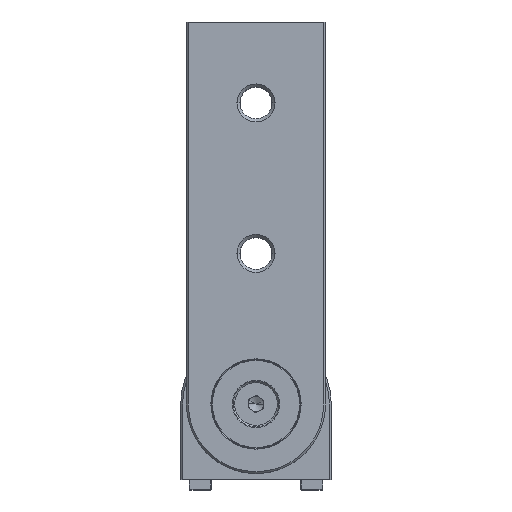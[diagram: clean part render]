
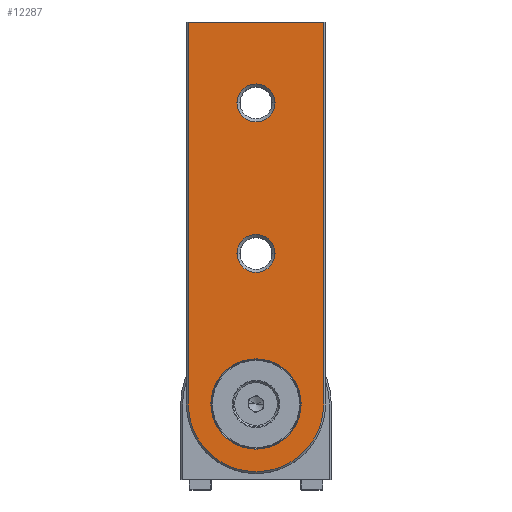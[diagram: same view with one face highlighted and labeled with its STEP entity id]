
A CAD part, top view. The second image highlights one B-rep face of the part: STEP entity #12287.
In plain terms, the highlighted planar face has unit normal (0, 0, 1).
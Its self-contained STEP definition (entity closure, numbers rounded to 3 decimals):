
#51 = FACE_BOUND ( 'NONE', #3114, .T. ) ;
#260 = EDGE_CURVE ( 'NONE', #6891, #6892, #9781, .T. ) ;
#379 = CIRCLE ( 'NONE', #4977, 5.05 ) ;
#397 = CARTESIAN_POINT ( 'NONE',  ( 0., 0., 0. ) ) ;
#814 = ORIENTED_EDGE ( 'NONE', *, *, #10835, .T. ) ;
#981 = VERTEX_POINT ( 'NONE', #16554 ) ;
#1538 = EDGE_CURVE ( 'NONE', #3207, #981, #11002, .T. ) ;
#1707 = ORIENTED_EDGE ( 'NONE', *, *, #7827, .T. ) ;
#1852 = ORIENTED_EDGE ( 'NONE', *, *, #8539, .T. ) ;
#1907 = EDGE_CURVE ( 'NONE', #9379, #5576, #4869, .T. ) ;
#1921 = ORIENTED_EDGE ( 'NONE', *, *, #1907, .T. ) ;
#2056 = DIRECTION ( 'NONE',  ( 1., 0., 0. ) ) ;
#3103 = CARTESIAN_POINT ( 'NONE',  ( 0., -40., 0. ) ) ;
#3104 = CARTESIAN_POINT ( 'NONE',  ( -18., 0., 0. ) ) ;
#3114 = EDGE_LOOP ( 'NONE', ( #1852, #20657 ) ) ;
#3207 = VERTEX_POINT ( 'NONE', #10838 ) ;
#3562 = DIRECTION ( 'NONE',  ( 0., 0., 1. ) ) ;
#3973 = DIRECTION ( 'NONE',  ( 0., 1., 0. ) ) ;
#4134 = CARTESIAN_POINT ( 'NONE',  ( -18., 0., 0. ) ) ;
#4405 = CARTESIAN_POINT ( 'NONE',  ( 0., -80., 0. ) ) ;
#4752 = DIRECTION ( 'NONE',  ( 1., 0., 0. ) ) ;
#4869 = LINE ( 'NONE', #15405, #8692 ) ;
#4887 = CARTESIAN_POINT ( 'NONE',  ( 5.05, -80., 0. ) ) ;
#4977 = AXIS2_PLACEMENT_3D ( 'NONE', #3103, #14544, #4752 ) ;
#5157 = DIRECTION ( 'NONE',  ( 0., 0., 1. ) ) ;
#5214 = EDGE_CURVE ( 'NONE', #6475, #20681, #14178, .T. ) ;
#5486 = VECTOR ( 'NONE', #13916, 1000. ) ;
#5576 = VERTEX_POINT ( 'NONE', #8265 ) ;
#6065 = DIRECTION ( 'NONE',  ( 1., 0., 0. ) ) ;
#6140 = DIRECTION ( 'NONE',  ( 0., 0., -1. ) ) ;
#6368 = DIRECTION ( 'NONE',  ( 0., 0., -1. ) ) ;
#6464 = AXIS2_PLACEMENT_3D ( 'NONE', #397, #11798, #2056 ) ;
#6475 = VERTEX_POINT ( 'NONE', #3104 ) ;
#6523 = ORIENTED_EDGE ( 'NONE', *, *, #260, .T. ) ;
#6541 = VERTEX_POINT ( 'NONE', #4887 ) ;
#6604 = EDGE_CURVE ( 'NONE', #20681, #9379, #10793, .T. ) ;
#6656 = ORIENTED_EDGE ( 'NONE', *, *, #9001, .F. ) ;
#6881 = CARTESIAN_POINT ( 'NONE',  ( 0., 0., 0. ) ) ;
#6891 = VERTEX_POINT ( 'NONE', #12641 ) ;
#6892 = VERTEX_POINT ( 'NONE', #14374 ) ;
#7827 = EDGE_CURVE ( 'NONE', #5576, #6475, #11003, .T. ) ;
#8265 = CARTESIAN_POINT ( 'NONE',  ( 18., 0., 0. ) ) ;
#8361 = CIRCLE ( 'NONE', #6464, 12. ) ;
#8522 = DIRECTION ( 'NONE',  ( 1., 0., 0. ) ) ;
#8539 = EDGE_CURVE ( 'NONE', #6541, #13172, #20470, .T. ) ;
#8692 = VECTOR ( 'NONE', #3973, 1000. ) ;
#8998 = CIRCLE ( 'NONE', #17529, 5.05 ) ;
#9001 = EDGE_CURVE ( 'NONE', #981, #3207, #8361, .T. ) ;
#9379 = VERTEX_POINT ( 'NONE', #11361 ) ;
#9781 = CIRCLE ( 'NONE', #19642, 5.05 ) ;
#10150 = AXIS2_PLACEMENT_3D ( 'NONE', #6881, #18359, #8522 ) ;
#10793 = LINE ( 'NONE', #14960, #15157 ) ;
#10835 = EDGE_CURVE ( 'NONE', #6892, #6891, #379, .T. ) ;
#10838 = CARTESIAN_POINT ( 'NONE',  ( 12., 0., 0. ) ) ;
#11002 = CIRCLE ( 'NONE', #10150, 12. ) ;
#11003 = CIRCLE ( 'NONE', #15469, 18. ) ;
#11361 = CARTESIAN_POINT ( 'NONE',  ( 18., -101.5, 0. ) ) ;
#11689 = PLANE ( 'NONE',  #13071 ) ;
#11798 = DIRECTION ( 'NONE',  ( 0., 0., 1. ) ) ;
#12233 = CARTESIAN_POINT ( 'NONE',  ( -18., -101.5, 0. ) ) ;
#12287 = ADVANCED_FACE ( 'NONE', ( #51, #20818, #20286, #15931 ), #11689, .T. ) ;
#12641 = CARTESIAN_POINT ( 'NONE',  ( -5.05, -40., 0. ) ) ;
#12680 = ORIENTED_EDGE ( 'NONE', *, *, #6604, .T. ) ;
#13071 = AXIS2_PLACEMENT_3D ( 'NONE', #13342, #3562, #15002 ) ;
#13172 = VERTEX_POINT ( 'NONE', #17489 ) ;
#13342 = CARTESIAN_POINT ( 'NONE',  ( 0., 0., 0. ) ) ;
#13679 = EDGE_LOOP ( 'NONE', ( #814, #6523 ) ) ;
#13916 = DIRECTION ( 'NONE',  ( 0., -1., 0. ) ) ;
#14178 = LINE ( 'NONE', #4134, #5486 ) ;
#14216 = EDGE_CURVE ( 'NONE', #13172, #6541, #8998, .T. ) ;
#14374 = CARTESIAN_POINT ( 'NONE',  ( 5.05, -40., 0. ) ) ;
#14544 = DIRECTION ( 'NONE',  ( 0., 0., -1. ) ) ;
#14943 = CARTESIAN_POINT ( 'NONE',  ( 0., 0., 0. ) ) ;
#14960 = CARTESIAN_POINT ( 'NONE',  ( -18.5, -101.5, 0. ) ) ;
#15002 = DIRECTION ( 'NONE',  ( 1., 0., 0. ) ) ;
#15157 = VECTOR ( 'NONE', #19782, 1000. ) ;
#15340 = AXIS2_PLACEMENT_3D ( 'NONE', #15922, #6140, #17610 ) ;
#15405 = CARTESIAN_POINT ( 'NONE',  ( 18., 0., 0. ) ) ;
#15469 = AXIS2_PLACEMENT_3D ( 'NONE', #14943, #5157, #16613 ) ;
#15851 = DIRECTION ( 'NONE',  ( 0., 0., -1. ) ) ;
#15922 = CARTESIAN_POINT ( 'NONE',  ( 0., -80., 0. ) ) ;
#15931 = FACE_BOUND ( 'NONE', #16451, .T. ) ;
#16151 = CARTESIAN_POINT ( 'NONE',  ( 0., -40., 0. ) ) ;
#16260 = ORIENTED_EDGE ( 'NONE', *, *, #5214, .T. ) ;
#16451 = EDGE_LOOP ( 'NONE', ( #20317, #6656 ) ) ;
#16554 = CARTESIAN_POINT ( 'NONE',  ( -12., 0., 0. ) ) ;
#16613 = DIRECTION ( 'NONE',  ( 1., 0., 0. ) ) ;
#17489 = CARTESIAN_POINT ( 'NONE',  ( -5.05, -80., 0. ) ) ;
#17529 = AXIS2_PLACEMENT_3D ( 'NONE', #4405, #15851, #6065 ) ;
#17610 = DIRECTION ( 'NONE',  ( 1., 0., 0. ) ) ;
#17832 = DIRECTION ( 'NONE',  ( 1., 0., 0. ) ) ;
#18359 = DIRECTION ( 'NONE',  ( 0., 0., 1. ) ) ;
#19108 = EDGE_LOOP ( 'NONE', ( #1707, #16260, #12680, #1921 ) ) ;
#19642 = AXIS2_PLACEMENT_3D ( 'NONE', #16151, #6368, #17832 ) ;
#19782 = DIRECTION ( 'NONE',  ( 1., 0., 0. ) ) ;
#20286 = FACE_OUTER_BOUND ( 'NONE', #19108, .T. ) ;
#20317 = ORIENTED_EDGE ( 'NONE', *, *, #1538, .F. ) ;
#20470 = CIRCLE ( 'NONE', #15340, 5.05 ) ;
#20657 = ORIENTED_EDGE ( 'NONE', *, *, #14216, .T. ) ;
#20681 = VERTEX_POINT ( 'NONE', #12233 ) ;
#20818 = FACE_BOUND ( 'NONE', #13679, .T. ) ;
